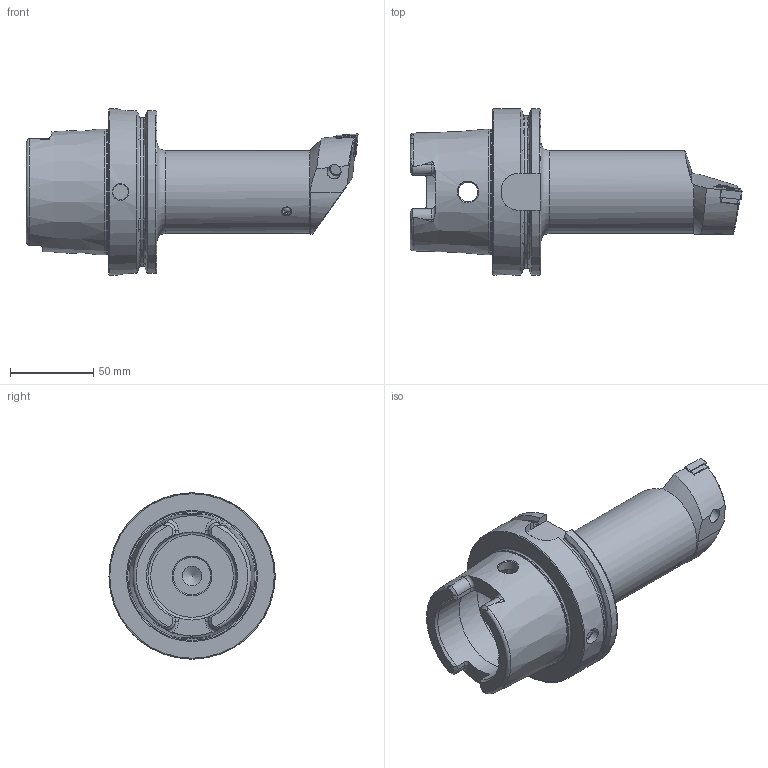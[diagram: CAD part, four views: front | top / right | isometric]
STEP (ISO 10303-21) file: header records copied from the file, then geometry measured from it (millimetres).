
FILE_DESCRIPTION (( 'STEP AP214' ), '1' );
FILE_NAME ('HA0.PCD.LLD.150.STEP', '2020-03-10T11:11:50', ( '' ), ( '' ), 'SwSTEP 2.0', 'SolidWorks 2017', '' );
FILE_SCHEMA (( 'AUTOMOTIVE_DESIGN' ));
Length unit declared in the file: millimetre
Products named in the file (7): HA0-PCD.LLD.150_A_Fertigbearbeitung; WCD-ER4.101.017_A; WCD-ER3.101.000_A; KVT_MB_600_060; HA0.PCD.LLD.150; WCD-ER2.101.003_A; CNMG120404
Assembly tree (6 placements, depth 2):
  HA0.PCD.LLD.150
    HA0-PCD.LLD.150_A_Fertigbearbeitung
    WCD-ER2.101.003_A
    CNMG120404
    KVT_MB_600_060
    WCD-ER4.101.017_A
    WCD-ER3.101.000_A
Bounding box: 199.86 x 100 x 100 mm (x, y, z)
Volume: 449840.6 mm3; surface area: 73620 mm2
Topology: 7 solids, 7 shells, 282 faces, 724 edges, 451 vertices
Faces by surface type: plane 111, cylinder 70, cone 59, torus 26, bspline 15, sphere 1
Full cylindrical faces by diameter (mm): 3.55 x1, 5 x4, 5.16 x1, 6 x3, 6.4 x2, 7 x1, 7.9 x2, 8 x1, 8.4 x1, 10 x1, 12 x3, 22.5 x1, 26 x1, 50 x1, 53 x2, 63 x1, 75.265 x1, 100 x1
Entity records: 11327 total; most frequent: CARTESIAN_POINT 3961, ORIENTED_EDGE 1246, DIRECTION 1195, EDGE_CURVE 623, AXIS2_PLACEMENT_3D 470, VERTEX_POINT 427, EDGE_LOOP 368, FACE_OUTER_BOUND 320
